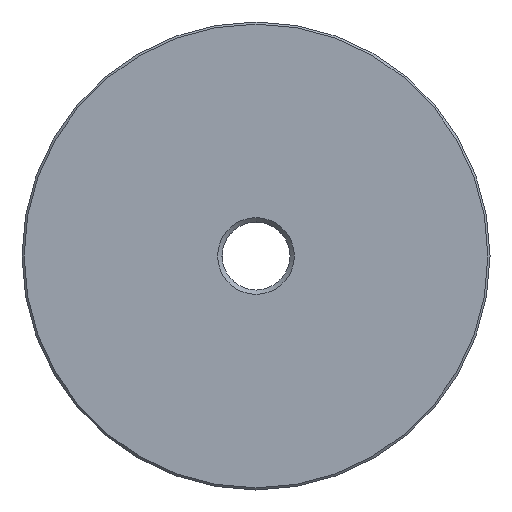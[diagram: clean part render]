
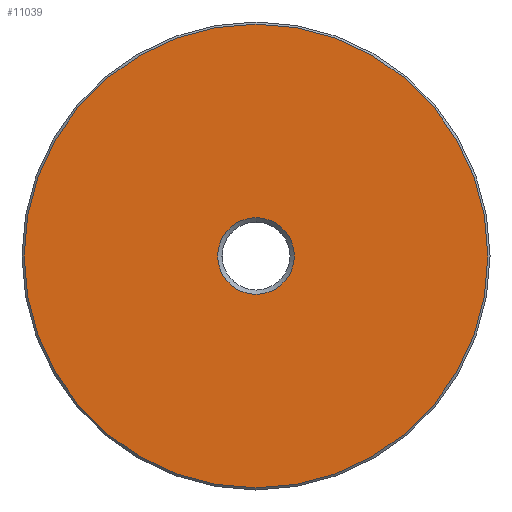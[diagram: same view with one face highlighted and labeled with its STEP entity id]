
A CAD part, front view. The second image highlights one B-rep face of the part: STEP entity #11039.
In plain terms, the highlighted planar face has unit normal (0, -1, 0).
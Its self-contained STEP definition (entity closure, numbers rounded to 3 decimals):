
#50=FACE_BOUND('',#1041,.T.);
#73=PLANE('',#11693);
#418=FACE_OUTER_BOUND('',#1040,.T.);
#1040=EDGE_LOOP('',(#7434));
#1041=EDGE_LOOP('',(#7435));
#1570=CIRCLE('',#11692,4.5);
#1571=CIRCLE('',#11694,27.25);
#3953=VERTEX_POINT('',#23906);
#3954=VERTEX_POINT('',#23910);
#5275=EDGE_CURVE('',#3953,#3953,#1570,.T.);
#5277=EDGE_CURVE('',#3954,#3954,#1571,.T.);
#7434=ORIENTED_EDGE('',*,*,#5277,.F.);
#7435=ORIENTED_EDGE('',*,*,#5275,.F.);
#11039=ADVANCED_FACE('',(#418,#50),#73,.T.);
#11692=AXIS2_PLACEMENT_3D('',#23907,#13545,#13546);
#11693=AXIS2_PLACEMENT_3D('',#23909,#13548,#13549);
#11694=AXIS2_PLACEMENT_3D('',#23911,#13550,#13551);
#13545=DIRECTION('center_axis',(0.,-1.,0.));
#13546=DIRECTION('ref_axis',(0.,0.,-1.));
#13548=DIRECTION('center_axis',(0.,-1.,0.));
#13549=DIRECTION('ref_axis',(0.,0.,-1.));
#13550=DIRECTION('center_axis',(0.,1.,0.));
#13551=DIRECTION('ref_axis',(0.,0.,-1.));
#23906=CARTESIAN_POINT('',(0.,0.,
4.5));
#23907=CARTESIAN_POINT('Origin',(0.,0.,0.));
#23909=CARTESIAN_POINT('Origin',(0.,0.,27.5));
#23910=CARTESIAN_POINT('',(0.,0.,27.25));
#23911=CARTESIAN_POINT('Origin',(0.,0.,0.));
